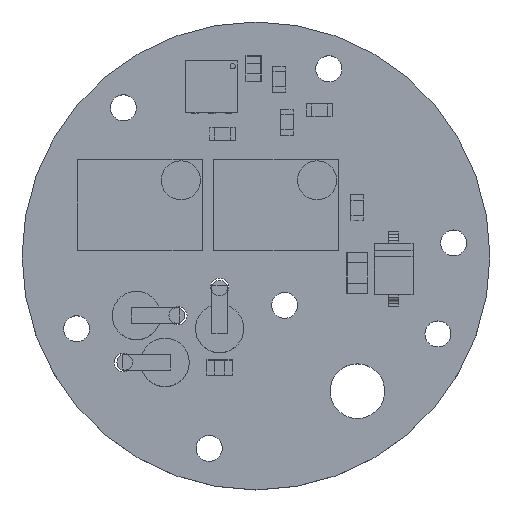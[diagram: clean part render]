
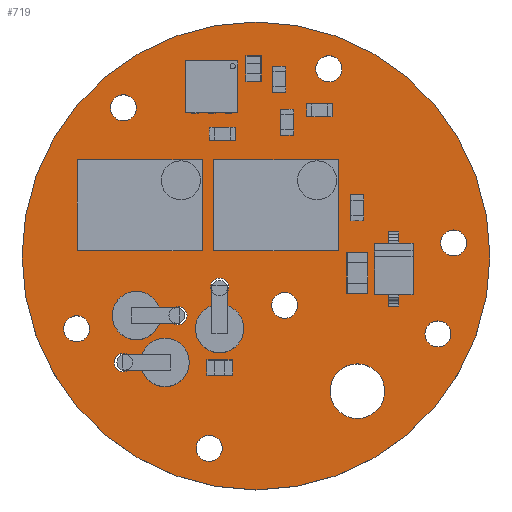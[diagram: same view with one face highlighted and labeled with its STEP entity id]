
A CAD part, top view. The second image highlights one B-rep face of the part: STEP entity #719.
In plain terms, the highlighted planar face has unit normal (0, 0, 1).
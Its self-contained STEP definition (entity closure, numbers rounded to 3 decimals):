
#180 = VERTEX_POINT('',#181);
#181 = CARTESIAN_POINT('',(18.,9.,1.541));
#187 = EDGE_CURVE('',#180,#180,#188,.T.);
#188 = CIRCLE('',#189,9.);
#189 = AXIS2_PLACEMENT_3D('',#190,#191,#192);
#190 = CARTESIAN_POINT('',(9.,9.,1.541));
#191 = DIRECTION('',(0.,0.,1.));
#192 = DIRECTION('',(1.,0.,-0.));
#213 = VERTEX_POINT('',#214);
#214 = CARTESIAN_POINT('',(4.25,4.9,1.541));
#220 = EDGE_CURVE('',#213,#213,#221,.T.);
#221 = CIRCLE('',#222,0.35);
#222 = AXIS2_PLACEMENT_3D('',#223,#224,#225);
#223 = CARTESIAN_POINT('',(3.9,4.9,1.541));
#224 = DIRECTION('',(0.,0.,1.));
#225 = DIRECTION('',(1.,0.,-0.));
#246 = VERTEX_POINT('',#247);
#247 = CARTESIAN_POINT('',(7.7,1.6,1.541));
#253 = EDGE_CURVE('',#246,#246,#254,.T.);
#254 = CIRCLE('',#255,0.5);
#255 = AXIS2_PLACEMENT_3D('',#256,#257,#258);
#256 = CARTESIAN_POINT('',(7.2,1.6,1.541));
#257 = DIRECTION('',(0.,0.,1.));
#258 = DIRECTION('',(1.,0.,-0.));
#279 = VERTEX_POINT('',#280);
#280 = CARTESIAN_POINT('',(5.85,4.9,1.541));
#286 = EDGE_CURVE('',#279,#279,#287,.T.);
#287 = CIRCLE('',#288,0.35);
#288 = AXIS2_PLACEMENT_3D('',#289,#290,#291);
#289 = CARTESIAN_POINT('',(5.5,4.9,1.541));
#290 = DIRECTION('',(0.,0.,1.));
#291 = DIRECTION('',(1.,0.,-0.));
#312 = VERTEX_POINT('',#313);
#313 = CARTESIAN_POINT('',(2.6,6.2,1.541));
#319 = EDGE_CURVE('',#312,#312,#320,.T.);
#320 = CIRCLE('',#321,0.5);
#321 = AXIS2_PLACEMENT_3D('',#322,#323,#324);
#322 = CARTESIAN_POINT('',(2.1,6.2,1.541));
#323 = DIRECTION('',(0.,0.,1.));
#324 = DIRECTION('',(1.,0.,-0.));
#345 = VERTEX_POINT('',#346);
#346 = CARTESIAN_POINT('',(4.4,14.7,1.541));
#352 = EDGE_CURVE('',#345,#345,#353,.T.);
#353 = CIRCLE('',#354,0.5);
#354 = AXIS2_PLACEMENT_3D('',#355,#356,#357);
#355 = CARTESIAN_POINT('',(3.9,14.7,1.541));
#356 = DIRECTION('',(0.,0.,1.));
#357 = DIRECTION('',(1.,0.,-0.));
#378 = VERTEX_POINT('',#379);
#379 = CARTESIAN_POINT('',(6.35,6.7,1.541));
#385 = EDGE_CURVE('',#378,#378,#386,.T.);
#386 = CIRCLE('',#387,0.35);
#387 = AXIS2_PLACEMENT_3D('',#388,#389,#390);
#388 = CARTESIAN_POINT('',(6.,6.7,1.541));
#389 = DIRECTION('',(0.,0.,1.));
#390 = DIRECTION('',(1.,0.,-0.));
#411 = VERTEX_POINT('',#412);
#412 = CARTESIAN_POINT('',(4.75,6.7,1.541));
#418 = EDGE_CURVE('',#411,#411,#419,.T.);
#419 = CIRCLE('',#420,0.35);
#420 = AXIS2_PLACEMENT_3D('',#421,#422,#423);
#421 = CARTESIAN_POINT('',(4.4,6.7,1.541));
#422 = DIRECTION('',(0.,0.,1.));
#423 = DIRECTION('',(1.,0.,-0.));
#444 = VERTEX_POINT('',#445);
#445 = CARTESIAN_POINT('',(7.95,6.2,1.541));
#451 = EDGE_CURVE('',#444,#444,#452,.T.);
#452 = CIRCLE('',#453,0.35);
#453 = AXIS2_PLACEMENT_3D('',#454,#455,#456);
#454 = CARTESIAN_POINT('',(7.6,6.2,1.541));
#455 = DIRECTION('',(0.,0.,1.));
#456 = DIRECTION('',(1.,0.,-0.));
#477 = VERTEX_POINT('',#478);
#478 = CARTESIAN_POINT('',(13.95,3.8,1.541));
#484 = EDGE_CURVE('',#477,#477,#485,.T.);
#485 = CIRCLE('',#486,1.05);
#486 = AXIS2_PLACEMENT_3D('',#487,#488,#489);
#487 = CARTESIAN_POINT('',(12.9,3.8,1.541));
#488 = DIRECTION('',(0.,0.,1.));
#489 = DIRECTION('',(1.,0.,-0.));
#510 = VERTEX_POINT('',#511);
#511 = CARTESIAN_POINT('',(16.5,6.,1.541));
#517 = EDGE_CURVE('',#510,#510,#518,.T.);
#518 = CIRCLE('',#519,0.5);
#519 = AXIS2_PLACEMENT_3D('',#520,#521,#522);
#520 = CARTESIAN_POINT('',(16.,6.,1.541));
#521 = DIRECTION('',(0.,0.,1.));
#522 = DIRECTION('',(1.,0.,-0.));
#543 = VERTEX_POINT('',#544);
#544 = CARTESIAN_POINT('',(10.6,7.1,1.541));
#550 = EDGE_CURVE('',#543,#543,#551,.T.);
#551 = CIRCLE('',#552,0.5);
#552 = AXIS2_PLACEMENT_3D('',#553,#554,#555);
#553 = CARTESIAN_POINT('',(10.1,7.1,1.541));
#554 = DIRECTION('',(0.,0.,1.));
#555 = DIRECTION('',(1.,0.,-0.));
#576 = VERTEX_POINT('',#577);
#577 = CARTESIAN_POINT('',(7.95,7.8,1.541));
#583 = EDGE_CURVE('',#576,#576,#584,.T.);
#584 = CIRCLE('',#585,0.35);
#585 = AXIS2_PLACEMENT_3D('',#586,#587,#588);
#586 = CARTESIAN_POINT('',(7.6,7.8,1.541));
#587 = DIRECTION('',(0.,0.,1.));
#588 = DIRECTION('',(1.,0.,-0.));
#609 = VERTEX_POINT('',#610);
#610 = CARTESIAN_POINT('',(17.1,9.5,1.541));
#616 = EDGE_CURVE('',#609,#609,#617,.T.);
#617 = CIRCLE('',#618,0.5);
#618 = AXIS2_PLACEMENT_3D('',#619,#620,#621);
#619 = CARTESIAN_POINT('',(16.6,9.5,1.541));
#620 = DIRECTION('',(0.,0.,1.));
#621 = DIRECTION('',(1.,0.,-0.));
#642 = VERTEX_POINT('',#643);
#643 = CARTESIAN_POINT('',(12.3,16.2,1.541));
#649 = EDGE_CURVE('',#642,#642,#650,.T.);
#650 = CIRCLE('',#651,0.5);
#651 = AXIS2_PLACEMENT_3D('',#652,#653,#654);
#652 = CARTESIAN_POINT('',(11.8,16.2,1.541));
#653 = DIRECTION('',(0.,0.,1.));
#654 = DIRECTION('',(1.,0.,-0.));
#719 = ADVANCED_FACE('',(#720,#723,#726,#729,#732,#735,#738,#741,#744,
    #747,#750,#753,#756,#759,#762),#765,.T.);
#720 = FACE_BOUND('',#721,.T.);
#721 = EDGE_LOOP('',(#722));
#722 = ORIENTED_EDGE('',*,*,#187,.T.);
#723 = FACE_BOUND('',#724,.T.);
#724 = EDGE_LOOP('',(#725));
#725 = ORIENTED_EDGE('',*,*,#220,.F.);
#726 = FACE_BOUND('',#727,.T.);
#727 = EDGE_LOOP('',(#728));
#728 = ORIENTED_EDGE('',*,*,#253,.F.);
#729 = FACE_BOUND('',#730,.T.);
#730 = EDGE_LOOP('',(#731));
#731 = ORIENTED_EDGE('',*,*,#286,.F.);
#732 = FACE_BOUND('',#733,.T.);
#733 = EDGE_LOOP('',(#734));
#734 = ORIENTED_EDGE('',*,*,#319,.F.);
#735 = FACE_BOUND('',#736,.T.);
#736 = EDGE_LOOP('',(#737));
#737 = ORIENTED_EDGE('',*,*,#352,.F.);
#738 = FACE_BOUND('',#739,.T.);
#739 = EDGE_LOOP('',(#740));
#740 = ORIENTED_EDGE('',*,*,#385,.F.);
#741 = FACE_BOUND('',#742,.T.);
#742 = EDGE_LOOP('',(#743));
#743 = ORIENTED_EDGE('',*,*,#418,.F.);
#744 = FACE_BOUND('',#745,.T.);
#745 = EDGE_LOOP('',(#746));
#746 = ORIENTED_EDGE('',*,*,#451,.F.);
#747 = FACE_BOUND('',#748,.T.);
#748 = EDGE_LOOP('',(#749));
#749 = ORIENTED_EDGE('',*,*,#484,.F.);
#750 = FACE_BOUND('',#751,.T.);
#751 = EDGE_LOOP('',(#752));
#752 = ORIENTED_EDGE('',*,*,#517,.F.);
#753 = FACE_BOUND('',#754,.T.);
#754 = EDGE_LOOP('',(#755));
#755 = ORIENTED_EDGE('',*,*,#550,.F.);
#756 = FACE_BOUND('',#757,.T.);
#757 = EDGE_LOOP('',(#758));
#758 = ORIENTED_EDGE('',*,*,#583,.F.);
#759 = FACE_BOUND('',#760,.T.);
#760 = EDGE_LOOP('',(#761));
#761 = ORIENTED_EDGE('',*,*,#616,.F.);
#762 = FACE_BOUND('',#763,.T.);
#763 = EDGE_LOOP('',(#764));
#764 = ORIENTED_EDGE('',*,*,#649,.F.);
#765 = PLANE('',#766);
#766 = AXIS2_PLACEMENT_3D('',#767,#768,#769);
#767 = CARTESIAN_POINT('',(9.,9.,1.541));
#768 = DIRECTION('',(0.,0.,1.));
#769 = DIRECTION('',(1.,0.,-0.));
